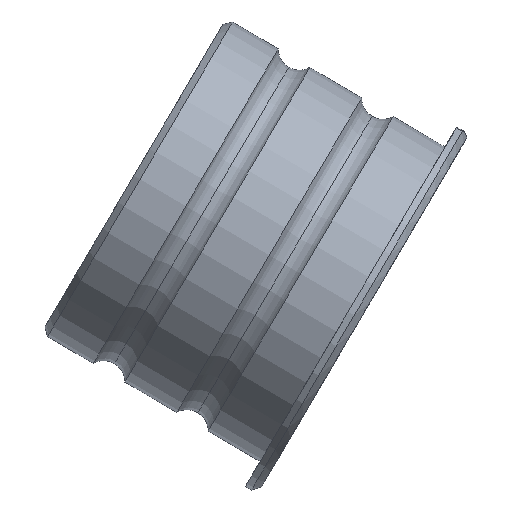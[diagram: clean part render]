
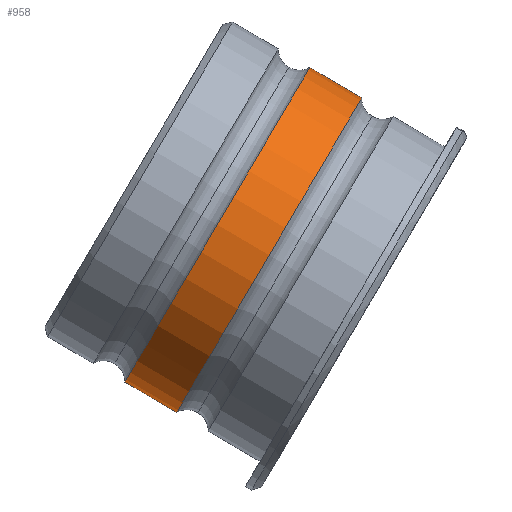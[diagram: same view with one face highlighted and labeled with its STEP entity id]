
A CAD part, left-side view. The second image highlights one B-rep face of the part: STEP entity #958.
In plain terms, the highlighted cylindrical face has radius 12.95 mm (diameter 25.9 mm), a partial arc.
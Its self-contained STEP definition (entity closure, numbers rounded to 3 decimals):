
#109 = CARTESIAN_POINT ( 'NONE',  ( 0., 29.92, 17.598 ) ) ;
#119 = CIRCLE ( 'NONE', #1160, 12.95 ) ;
#122 = DIRECTION ( 'NONE',  ( 0., -0.862, -0.507 ) ) ;
#126 = CARTESIAN_POINT ( 'NONE',  ( 0., 0., 0. ) ) ;
#133 = CYLINDRICAL_SURFACE ( 'NONE', #822, 12.95 ) ;
#160 = VERTEX_POINT ( 'NONE', #1809 ) ;
#176 = EDGE_CURVE ( 'NONE', #1260, #160, #549, .T. ) ;
#187 = CARTESIAN_POINT ( 'NONE',  ( 0., 40.164, 8.6 ) ) ;
#218 = DIRECTION ( 'NONE',  ( 0., -0.862, -0.507 ) ) ;
#255 = ORIENTED_EDGE ( 'NONE', *, *, #1451, .F. ) ;
#309 = EDGE_LOOP ( 'NONE', ( #579, #1231, #877, #255 ) ) ;
#329 = LINE ( 'NONE', #1003, #432 ) ;
#381 = DIRECTION ( 'NONE',  ( 0., -0.862, -0.507 ) ) ;
#432 = VECTOR ( 'NONE', #1162, 1000. ) ;
#463 = VECTOR ( 'NONE', #381, 1000. ) ;
#533 = CARTESIAN_POINT ( 'NONE',  ( 0., -6.565, 11.162 ) ) ;
#549 = LINE ( 'NONE', #533, #463 ) ;
#579 = ORIENTED_EDGE ( 'NONE', *, *, #176, .F. ) ;
#655 = EDGE_CURVE ( 'NONE', #1351, #1204, #329, .T. ) ;
#672 = DIRECTION ( 'NONE',  ( 0., 0.507, -0.862 ) ) ;
#679 = DIRECTION ( 'NONE',  ( 0., -0.862, -0.507 ) ) ;
#738 = CARTESIAN_POINT ( 'NONE',  ( 0., 27.033, 30.925 ) ) ;
#788 = EDGE_CURVE ( 'NONE', #1260, #1351, #119, .T. ) ;
#822 = AXIS2_PLACEMENT_3D ( 'NONE', #126, #679, #1273 ) ;
#877 = ORIENTED_EDGE ( 'NONE', *, *, #655, .T. ) ;
#933 = AXIS2_PLACEMENT_3D ( 'NONE', #109, #122, #672 ) ;
#958 = ADVANCED_FACE ( 'NONE', ( #1285 ), #133, .T. ) ;
#1003 = CARTESIAN_POINT ( 'NONE',  ( 0., 6.565, -11.162 ) ) ;
#1056 = CARTESIAN_POINT ( 'NONE',  ( 0., 33.599, 19.762 ) ) ;
#1160 = AXIS2_PLACEMENT_3D ( 'NONE', #1056, #218, #1533 ) ;
#1162 = DIRECTION ( 'NONE',  ( 0., -0.862, -0.507 ) ) ;
#1204 = VERTEX_POINT ( 'NONE', #1771 ) ;
#1231 = ORIENTED_EDGE ( 'NONE', *, *, #788, .T. ) ;
#1260 = VERTEX_POINT ( 'NONE', #738 ) ;
#1273 = DIRECTION ( 'NONE',  ( 0., 0.507, -0.862 ) ) ;
#1285 = FACE_OUTER_BOUND ( 'NONE', #309, .T. ) ;
#1351 = VERTEX_POINT ( 'NONE', #187 ) ;
#1451 = EDGE_CURVE ( 'NONE', #160, #1204, #1751, .T. ) ;
#1533 = DIRECTION ( 'NONE',  ( 0., 0.507, -0.862 ) ) ;
#1751 = CIRCLE ( 'NONE', #933, 12.95 ) ;
#1771 = CARTESIAN_POINT ( 'NONE',  ( 0., 36.486, 6.436 ) ) ;
#1809 = CARTESIAN_POINT ( 'NONE',  ( 0., 23.355, 28.761 ) ) ;
